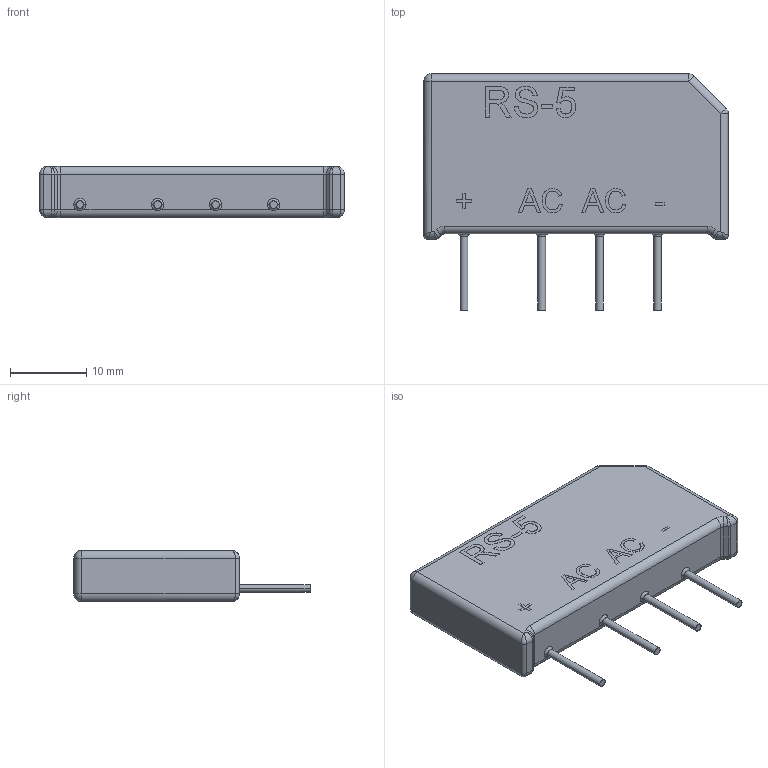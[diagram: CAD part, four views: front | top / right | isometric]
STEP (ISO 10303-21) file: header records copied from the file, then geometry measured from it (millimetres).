
FILE_DESCRIPTION (( 'STEP AP214' ), '1' );
FILE_NAME ('RS-5.STEP', '2015-12-27T08:38:04', ( 'user' ), ( 'MICROSOFT' ), 'SwSTEP 2.0', 'SolidWorks 2015', '' );
FILE_SCHEMA (( 'AUTOMOTIVE_DESIGN' ));
Length unit declared in the file: millimetre
Products named in the file (1): RS-5
Bounding box: 40 x 31 x 6.7 mm (x, y, z)
Volume: 5548.6 mm3; surface area: 2490.3 mm2
Topology: 1 solids, 1 shells, 422 faces, 1102 edges, 702 vertices
Faces by surface type: plane 201, bspline 156, cylinder 35, torus 24, sphere 6
Entity records: 24020 total; most frequent: CARTESIAN_POINT 10091, ORIENTED_EDGE 2180, DIRECTION 1418, EDGE_CURVE 1090, VERTEX_POINT 702, VECTOR 672, LINE 672, EDGE_LOOP 454
